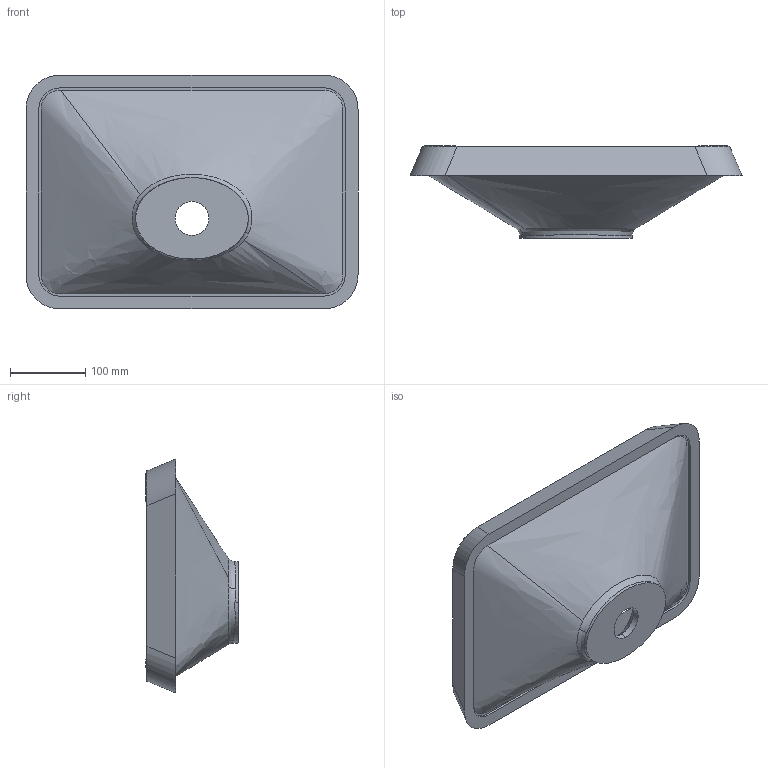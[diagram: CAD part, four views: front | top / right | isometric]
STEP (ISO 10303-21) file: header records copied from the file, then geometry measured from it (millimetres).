
FILE_DESCRIPTION (( 'STEP AP214' ), '1' );
FILE_NAME ('Albena 450c.STEP', '2019-02-12T10:15:18', ( '' ), ( '' ), 'SwSTEP 2.0', 'SolidWorks 2018', '' );
FILE_SCHEMA (( 'AUTOMOTIVE_DESIGN' ));
Length unit declared in the file: millimetre
Products named in the file (2): Albena 450c
Bounding box: 440 x 122.65 x 310 mm (x, y, z)
Volume: 3656624 mm3; surface area: 360373.8 mm2
Topology: 1 solids, 1 shells, 58 faces, 168 edges, 113 vertices
Faces by surface type: bspline 36, plane 12, cylinder 6, torus 2, cone 2
Entity records: 6868 total; most frequent: CARTESIAN_POINT 5574, ORIENTED_EDGE 336, EDGE_CURVE 168, DIRECTION 160, VERTEX_POINT 113, B_SPLINE_CURVE_WITH_KNOTS 79, EDGE_LOOP 61, AXIS2_PLACEMENT_3D 59
